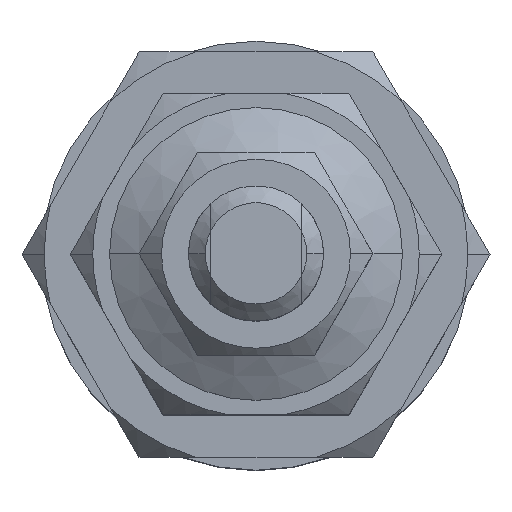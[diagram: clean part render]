
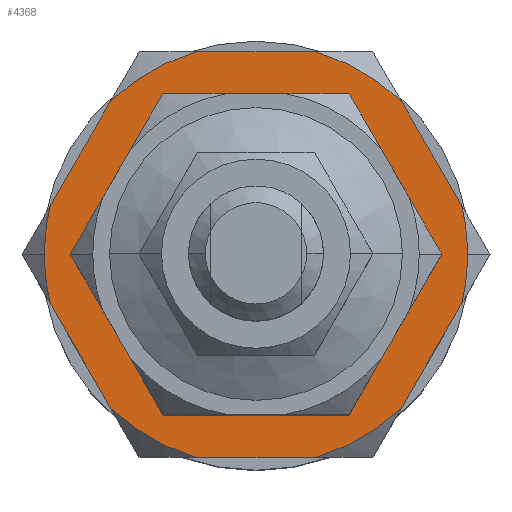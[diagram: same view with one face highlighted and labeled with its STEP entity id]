
A CAD part, top view. The second image highlights one B-rep face of the part: STEP entity #4368.
In plain terms, the highlighted planar face has unit normal (0, 0, 1).
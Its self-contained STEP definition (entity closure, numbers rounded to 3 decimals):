
#3242=CARTESIAN_POINT('',(12.,0.,60.161));
#3243=VERTEX_POINT('',#3242);
#3252=CARTESIAN_POINT('',(-12.,0.,60.161));
#3253=VERTEX_POINT('',#3252);
#3254=CARTESIAN_POINT('',(0.,0.,60.161));
#3255=DIRECTION('',(0.0,0.0,-1.0));
#3256=DIRECTION('',(1.0,0.0,0.0));
#3257=AXIS2_PLACEMENT_3D('',#3254,#3255,#3256);
#3258=CIRCLE('',#3257,12.0);
#3259=EDGE_CURVE('',#3253,#3243,#3258,.T.);
#3406=CARTESIAN_POINT('',(18.785,0.,60.161));
#3407=VERTEX_POINT('',#3406);
#3416=CARTESIAN_POINT('',(18.275,-4.347,60.161));
#3417=VERTEX_POINT('',#3416);
#3418=CARTESIAN_POINT('',(0.,0.,60.161));
#3419=DIRECTION('',(0.0,0.0,1.0));
#3420=DIRECTION('',(1.0,0.0,0.0));
#3421=AXIS2_PLACEMENT_3D('',#3418,#3419,#3420);
#3422=CIRCLE('',#3421,18.785);
#3423=EDGE_CURVE('',#3417,#3407,#3422,.T.);
#3448=CARTESIAN_POINT('',(-18.785,0.,60.161));
#3449=VERTEX_POINT('',#3448);
#3456=CARTESIAN_POINT('',(-18.275,-4.347,60.161));
#3457=VERTEX_POINT('',#3456);
#3471=CARTESIAN_POINT('',(0.,0.,60.161));
#3472=DIRECTION('',(0.0,0.0,1.0));
#3473=DIRECTION('',(1.0,0.0,0.0));
#3474=AXIS2_PLACEMENT_3D('',#3471,#3472,#3473);
#3475=CIRCLE('',#3474,18.785);
#3476=EDGE_CURVE('',#3449,#3457,#3475,.T.);
#3487=CARTESIAN_POINT('',(-18.275,4.347,60.161));
#3488=VERTEX_POINT('',#3487);
#3489=CARTESIAN_POINT('',(0.,0.,60.161));
#3490=DIRECTION('',(0.0,0.0,1.0));
#3491=DIRECTION('',(1.0,0.0,0.0));
#3492=AXIS2_PLACEMENT_3D('',#3489,#3490,#3491);
#3493=CIRCLE('',#3492,18.785);
#3494=EDGE_CURVE('',#3488,#3449,#3493,.T.);
#3517=CARTESIAN_POINT('',(-5.372,-18.,60.161));
#3518=VERTEX_POINT('',#3517);
#3534=CARTESIAN_POINT('',(-12.902,-13.653,60.161));
#3535=VERTEX_POINT('',#3534);
#3536=CARTESIAN_POINT('',(0.,0.,60.161));
#3537=DIRECTION('',(0.0,0.0,1.0));
#3538=DIRECTION('',(1.0,0.0,0.0));
#3539=AXIS2_PLACEMENT_3D('',#3536,#3537,#3538);
#3540=CIRCLE('',#3539,18.785);
#3541=EDGE_CURVE('',#3535,#3518,#3540,.T.);
#3566=CARTESIAN_POINT('',(-5.372,18.,60.161));
#3567=VERTEX_POINT('',#3566);
#3581=CARTESIAN_POINT('',(-12.902,13.653,60.161));
#3582=VERTEX_POINT('',#3581);
#3596=CARTESIAN_POINT('',(0.,0.,60.161));
#3597=DIRECTION('',(0.0,0.0,1.0));
#3598=DIRECTION('',(1.0,0.0,0.0));
#3599=AXIS2_PLACEMENT_3D('',#3596,#3597,#3598);
#3600=CIRCLE('',#3599,18.785);
#3601=EDGE_CURVE('',#3567,#3582,#3600,.T.);
#3613=CARTESIAN_POINT('',(12.902,13.653,60.161));
#3614=VERTEX_POINT('',#3613);
#3628=CARTESIAN_POINT('',(5.372,18.,60.161));
#3629=VERTEX_POINT('',#3628);
#3643=CARTESIAN_POINT('',(0.,0.,60.161));
#3644=DIRECTION('',(0.0,0.0,1.0));
#3645=DIRECTION('',(1.0,0.0,0.0));
#3646=AXIS2_PLACEMENT_3D('',#3643,#3644,#3645);
#3647=CIRCLE('',#3646,18.785);
#3648=EDGE_CURVE('',#3614,#3629,#3647,.T.);
#3658=CARTESIAN_POINT('',(12.902,-13.653,60.161));
#3659=VERTEX_POINT('',#3658);
#3675=CARTESIAN_POINT('',(5.372,-18.,60.161));
#3676=VERTEX_POINT('',#3675);
#3677=CARTESIAN_POINT('',(0.,0.,60.161));
#3678=DIRECTION('',(0.0,0.0,1.0));
#3679=DIRECTION('',(1.0,0.0,0.0));
#3680=AXIS2_PLACEMENT_3D('',#3677,#3678,#3679);
#3681=CIRCLE('',#3680,18.785);
#3682=EDGE_CURVE('',#3676,#3659,#3681,.T.);
#3706=CARTESIAN_POINT('',(18.275,4.347,60.161));
#3707=VERTEX_POINT('',#3706);
#3721=CARTESIAN_POINT('',(0.,0.,60.161));
#3722=DIRECTION('',(0.0,0.0,1.0));
#3723=DIRECTION('',(1.0,0.0,0.0));
#3724=AXIS2_PLACEMENT_3D('',#3721,#3722,#3723);
#3725=CIRCLE('',#3724,18.785);
#3726=EDGE_CURVE('',#3407,#3707,#3725,.T.);
#4113=CARTESIAN_POINT('',(18.275,-4.347,60.161));
#4114=DIRECTION('',(-0.5,-0.866,0.0));
#4115=VECTOR('',#4114,10.745);
#4116=LINE('',#4113,#4115);
#4117=EDGE_CURVE('',#3417,#3659,#4116,.T.);
#4149=CARTESIAN_POINT('',(5.372,-18.,60.161));
#4150=DIRECTION('',(-1.0,0.0,0.0));
#4151=VECTOR('',#4150,10.745);
#4152=LINE('',#4149,#4151);
#4153=EDGE_CURVE('',#3676,#3518,#4152,.T.);
#4232=CARTESIAN_POINT('',(-12.902,-13.653,60.161));
#4233=DIRECTION('',(-0.5,0.866,0.0));
#4234=VECTOR('',#4233,10.745);
#4235=LINE('',#4232,#4234);
#4236=EDGE_CURVE('',#3535,#3457,#4235,.T.);
#4260=CARTESIAN_POINT('',(0.,0.,60.161));
#4261=DIRECTION('',(0.0,0.0,-1.0));
#4262=DIRECTION('',(1.0,0.0,0.0));
#4263=AXIS2_PLACEMENT_3D('',#4260,#4261,#4262);
#4264=CIRCLE('',#4263,12.0);
#4265=EDGE_CURVE('',#3243,#3253,#4264,.T.);
#4292=CARTESIAN_POINT('',(-5.372,18.,60.161));
#4293=DIRECTION('',(1.0,0.0,0.0));
#4294=VECTOR('',#4293,10.745);
#4295=LINE('',#4292,#4294);
#4296=EDGE_CURVE('',#3567,#3629,#4295,.T.);
#4313=CARTESIAN_POINT('',(12.902,13.653,60.161));
#4314=DIRECTION('',(0.5,-0.866,0.0));
#4315=VECTOR('',#4314,10.745);
#4316=LINE('',#4313,#4315);
#4317=EDGE_CURVE('',#3614,#3707,#4316,.T.);
#4334=CARTESIAN_POINT('',(-18.275,4.347,60.161));
#4335=DIRECTION('',(0.5,0.866,0.0));
#4336=VECTOR('',#4335,10.745);
#4337=LINE('',#4334,#4336);
#4338=EDGE_CURVE('',#3488,#3582,#4337,.T.);
#4343=CARTESIAN_POINT('',(-10.392,18.,60.161));
#4344=DIRECTION('',(0.0,0.0,-1.0));
#4345=DIRECTION('',(-1.0,0.0,0.0));
#4346=AXIS2_PLACEMENT_3D('',#4343,#4344,#4345);
#4347=PLANE('',#4346);
#4348=ORIENTED_EDGE('',*,*,#3423,.T.);
#4349=ORIENTED_EDGE('',*,*,#3726,.T.);
#4350=ORIENTED_EDGE('',*,*,#4317,.F.);
#4351=ORIENTED_EDGE('',*,*,#3648,.T.);
#4352=ORIENTED_EDGE('',*,*,#4296,.F.);
#4353=ORIENTED_EDGE('',*,*,#3601,.T.);
#4354=ORIENTED_EDGE('',*,*,#4338,.F.);
#4355=ORIENTED_EDGE('',*,*,#3494,.T.);
#4356=ORIENTED_EDGE('',*,*,#3476,.T.);
#4357=ORIENTED_EDGE('',*,*,#4236,.F.);
#4358=ORIENTED_EDGE('',*,*,#3541,.T.);
#4359=ORIENTED_EDGE('',*,*,#4153,.F.);
#4360=ORIENTED_EDGE('',*,*,#3682,.T.);
#4361=ORIENTED_EDGE('',*,*,#4117,.F.);
#4362=EDGE_LOOP('',(#4348,#4349,#4350,#4351,#4352,#4353,#4354,#4355,#4356,#4357,#4358,#4359,#4360,#4361));
#4363=FACE_OUTER_BOUND('',#4362,.T.);
#4364=ORIENTED_EDGE('',*,*,#4265,.T.);
#4365=ORIENTED_EDGE('',*,*,#3259,.T.);
#4366=EDGE_LOOP('',(#4364,#4365));
#4367=FACE_BOUND('',#4366,.T.);
#4368=ADVANCED_FACE('',(#4363,#4367),#4347,.F.);
